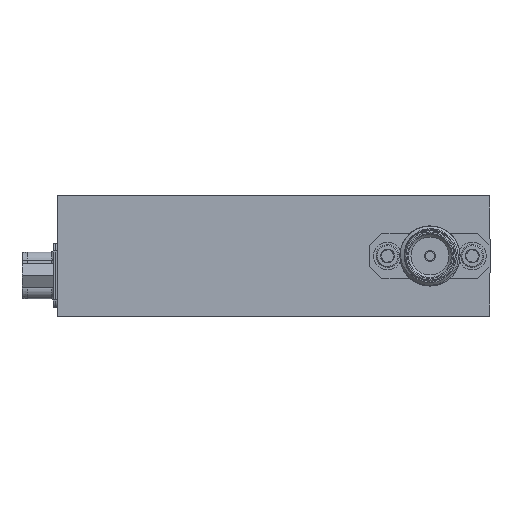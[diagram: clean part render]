
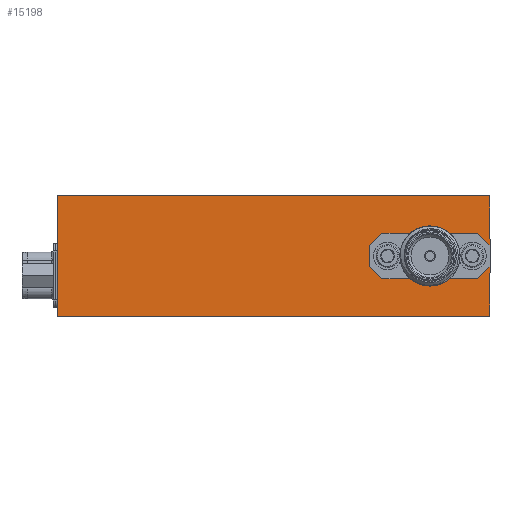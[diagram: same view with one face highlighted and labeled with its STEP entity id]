
A CAD part, left-side view. The second image highlights one B-rep face of the part: STEP entity #15198.
In plain terms, the highlighted planar face has unit normal (-1, 0, 0).
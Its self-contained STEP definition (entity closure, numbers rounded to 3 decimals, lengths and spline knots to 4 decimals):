
#689 = ORIENTED_EDGE ( 'NONE', *, *, #26569, .F. ) ;
#947 = VERTEX_POINT ( 'NONE', #18863 ) ;
#2078 = LINE ( 'NONE', #25747, #14346 ) ;
#2498 = ORIENTED_EDGE ( 'NONE', *, *, #10008, .F. ) ;
#3145 = CARTESIAN_POINT ( 'NONE',  ( -1., -0.45, -0.095 ) ) ;
#3409 = VECTOR ( 'NONE', #4077, 39.3701 ) ;
#3574 = CARTESIAN_POINT ( 'NONE',  ( -1., -0.4, 0.095 ) ) ;
#4077 = DIRECTION ( 'NONE',  ( 0., -1., 0. ) ) ;
#4192 = LINE ( 'NONE', #30246, #16605 ) ;
#4484 = LINE ( 'NONE', #7020, #34801 ) ;
#4956 = ORIENTED_EDGE ( 'NONE', *, *, #14869, .T. ) ;
#5167 = LINE ( 'NONE', #32004, #25437 ) ;
#5311 = VERTEX_POINT ( 'NONE', #20169 ) ;
#5435 = LINE ( 'NONE', #8554, #25211 ) ;
#5953 = VERTEX_POINT ( 'NONE', #29687 ) ;
#6339 = LINE ( 'NONE', #31014, #20572 ) ;
#6520 = DIRECTION ( 'NONE',  ( 0., -1., 0. ) ) ;
#6919 = AXIS2_PLACEMENT_3D ( 'NONE', #32714, #14320, #11957 ) ;
#7020 = CARTESIAN_POINT ( 'NONE',  ( -1., -0.9, -0.25 ) ) ;
#7113 = DIRECTION ( 'NONE',  ( 0., 0.707, 0.707 ) ) ;
#8554 = CARTESIAN_POINT ( 'NONE',  ( -1., -0.9, 0.25 ) ) ;
#8634 = PLANE ( 'NONE',  #6919 ) ;
#9624 = ORIENTED_EDGE ( 'NONE', *, *, #14201, .F. ) ;
#9879 = ORIENTED_EDGE ( 'NONE', *, *, #34862, .F. ) ;
#10008 = EDGE_CURVE ( 'NONE', #25103, #5311, #25409, .T. ) ;
#10124 = VERTEX_POINT ( 'NONE', #31896 ) ;
#10339 = CARTESIAN_POINT ( 'NONE',  ( -1., -0.9, 0.25 ) ) ;
#10661 = DIRECTION ( 'NONE',  ( 0., -0.707, -0.707 ) ) ;
#10891 = CARTESIAN_POINT ( 'NONE',  ( -1., -0.85, -0.095 ) ) ;
#11957 = DIRECTION ( 'NONE',  ( 0., 0., -1. ) ) ;
#12578 = VERTEX_POINT ( 'NONE', #10891 ) ;
#12808 = LINE ( 'NONE', #25133, #33688 ) ;
#12978 = EDGE_CURVE ( 'NONE', #36008, #10124, #4192, .T. ) ;
#14197 = DIRECTION ( 'NONE',  ( 0., 1., 0. ) ) ;
#14201 = EDGE_CURVE ( 'NONE', #5311, #5953, #5435, .T. ) ;
#14320 = DIRECTION ( 'NONE',  ( 1., 0., 0. ) ) ;
#14346 = VECTOR ( 'NONE', #14197, 39.3701 ) ;
#14869 = EDGE_CURVE ( 'NONE', #15011, #15889, #12808, .T. ) ;
#15011 = VERTEX_POINT ( 'NONE', #34737 ) ;
#15198 = ADVANCED_FACE ( 'NONE', ( #29781 ), #8634, .F. ) ;
#15480 = DIRECTION ( 'NONE',  ( 0., 0.707, -0.707 ) ) ;
#15889 = VERTEX_POINT ( 'NONE', #17065 ) ;
#16605 = VECTOR ( 'NONE', #7113, 39.3701 ) ;
#17065 = CARTESIAN_POINT ( 'NONE',  ( -1., -0.45, 0.095 ) ) ;
#17902 = EDGE_CURVE ( 'NONE', #31890, #5953, #5167, .T. ) ;
#18287 = DIRECTION ( 'NONE',  ( 0., 0., -1. ) ) ;
#18398 = CARTESIAN_POINT ( 'NONE',  ( -1., -0.7975, -0.1475 ) ) ;
#18420 = ORIENTED_EDGE ( 'NONE', *, *, #35259, .T. ) ;
#18729 = CARTESIAN_POINT ( 'NONE',  ( -1., -0.85, 0.095 ) ) ;
#18863 = CARTESIAN_POINT ( 'NONE',  ( -1., -0.9, -0.045 ) ) ;
#18949 = DIRECTION ( 'NONE',  ( 0., -1., 0. ) ) ;
#19889 = VECTOR ( 'NONE', #30046, 39.3701 ) ;
#20169 = CARTESIAN_POINT ( 'NONE',  ( -1., -0.9, 0.25 ) ) ;
#20572 = VECTOR ( 'NONE', #6520, 39.3701 ) ;
#20856 = CARTESIAN_POINT ( 'NONE',  ( -1., -0.9, 0.25 ) ) ;
#21174 = LINE ( 'NONE', #18398, #22265 ) ;
#21240 = LINE ( 'NONE', #20856, #21713 ) ;
#21713 = VECTOR ( 'NONE', #18287, 39.3701 ) ;
#21778 = ORIENTED_EDGE ( 'NONE', *, *, #34543, .F. ) ;
#22265 = VECTOR ( 'NONE', #15480, 39.3701 ) ;
#24720 = CARTESIAN_POINT ( 'NONE',  ( -1., 0.9, -0.25 ) ) ;
#25103 = VERTEX_POINT ( 'NONE', #38708 ) ;
#25106 = EDGE_CURVE ( 'NONE', #947, #28099, #21240, .T. ) ;
#25133 = CARTESIAN_POINT ( 'NONE',  ( -1., -0.5025, 0.1475 ) ) ;
#25211 = VECTOR ( 'NONE', #26949, 39.3701 ) ;
#25409 = LINE ( 'NONE', #10339, #3409 ) ;
#25437 = VECTOR ( 'NONE', #10661, 39.3701 ) ;
#25660 = EDGE_CURVE ( 'NONE', #25103, #33278, #27012, .T. ) ;
#25747 = CARTESIAN_POINT ( 'NONE',  ( -1., -0.9, 0.095 ) ) ;
#26569 = EDGE_CURVE ( 'NONE', #15011, #10124, #33354, .T. ) ;
#26949 = DIRECTION ( 'NONE',  ( 0., 0., -1. ) ) ;
#27012 = LINE ( 'NONE', #38217, #28627 ) ;
#28099 = VERTEX_POINT ( 'NONE', #36290 ) ;
#28627 = VECTOR ( 'NONE', #29980, 39.3701 ) ;
#29687 = CARTESIAN_POINT ( 'NONE',  ( -1., -0.9, 0.045 ) ) ;
#29781 = FACE_OUTER_BOUND ( 'NONE', #37401, .T. ) ;
#29980 = DIRECTION ( 'NONE',  ( 0., 0., -1. ) ) ;
#30046 = DIRECTION ( 'NONE',  ( 0., 0., -1. ) ) ;
#30246 = CARTESIAN_POINT ( 'NONE',  ( -1., -0.5025, -0.1475 ) ) ;
#31014 = CARTESIAN_POINT ( 'NONE',  ( -1., -0.9, -0.095 ) ) ;
#31890 = VERTEX_POINT ( 'NONE', #18729 ) ;
#31896 = CARTESIAN_POINT ( 'NONE',  ( -1., -0.4, -0.045 ) ) ;
#32004 = CARTESIAN_POINT ( 'NONE',  ( -1., -0.7975, 0.1475 ) ) ;
#32523 = ORIENTED_EDGE ( 'NONE', *, *, #25106, .F. ) ;
#32714 = CARTESIAN_POINT ( 'NONE',  ( -1., -0.9, 0.25 ) ) ;
#33073 = ORIENTED_EDGE ( 'NONE', *, *, #12978, .T. ) ;
#33278 = VERTEX_POINT ( 'NONE', #24720 ) ;
#33354 = LINE ( 'NONE', #3574, #19889 ) ;
#33423 = ORIENTED_EDGE ( 'NONE', *, *, #37850, .T. ) ;
#33688 = VECTOR ( 'NONE', #33955, 39.3701 ) ;
#33955 = DIRECTION ( 'NONE',  ( 0., -0.707, 0.707 ) ) ;
#34543 = EDGE_CURVE ( 'NONE', #31890, #15889, #2078, .T. ) ;
#34737 = CARTESIAN_POINT ( 'NONE',  ( -1., -0.4, 0.045 ) ) ;
#34801 = VECTOR ( 'NONE', #18949, 39.3701 ) ;
#34862 = EDGE_CURVE ( 'NONE', #36008, #12578, #6339, .T. ) ;
#35259 = EDGE_CURVE ( 'NONE', #947, #12578, #21174, .T. ) ;
#36008 = VERTEX_POINT ( 'NONE', #3145 ) ;
#36286 = ORIENTED_EDGE ( 'NONE', *, *, #17902, .T. ) ;
#36290 = CARTESIAN_POINT ( 'NONE',  ( -1., -0.9, -0.25 ) ) ;
#37401 = EDGE_LOOP ( 'NONE', ( #21778, #36286, #9624, #2498, #38643, #33423, #32523, #18420, #9879, #33073, #689, #4956 ) ) ;
#37850 = EDGE_CURVE ( 'NONE', #33278, #28099, #4484, .T. ) ;
#38217 = CARTESIAN_POINT ( 'NONE',  ( -1., 0.9, 0.25 ) ) ;
#38643 = ORIENTED_EDGE ( 'NONE', *, *, #25660, .T. ) ;
#38708 = CARTESIAN_POINT ( 'NONE',  ( -1., 0.9, 0.25 ) ) ;
